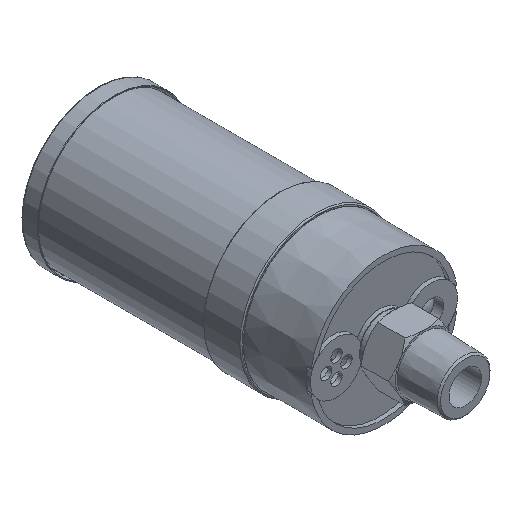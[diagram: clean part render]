
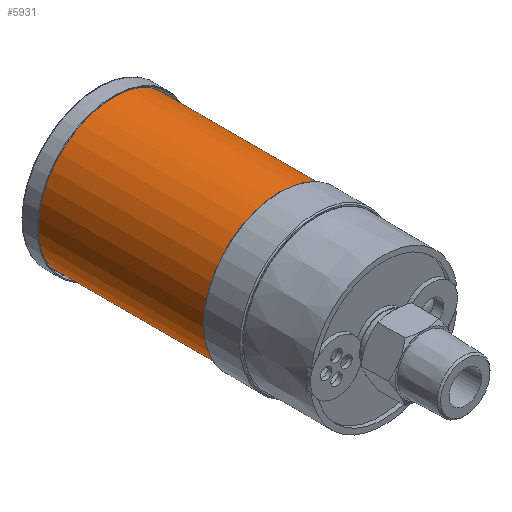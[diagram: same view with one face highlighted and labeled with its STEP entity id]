
A CAD part, isometric view. The second image highlights one B-rep face of the part: STEP entity #5931.
In plain terms, the highlighted cylindrical face has radius 45 mm (diameter 90 mm), a full revolution.
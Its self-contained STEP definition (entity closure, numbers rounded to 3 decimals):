
#254 = AXIS2_PLACEMENT_3D ( 'NONE', #1455, #6733, #10325 ) ;
#407 = CARTESIAN_POINT ( 'NONE',  ( -43.393, 199., -11.919 ) ) ;
#605 = DIRECTION ( 'NONE',  ( 0., -1., 0. ) ) ;
#960 = VERTEX_POINT ( 'NONE', #12282 ) ;
#1455 = CARTESIAN_POINT ( 'NONE',  ( 0., 79., 0. ) ) ;
#1585 = EDGE_LOOP ( 'NONE', ( #15936 ) ) ;
#2191 = DIRECTION ( 'NONE',  ( -0.964, 0., -0.265 ) ) ;
#3772 = FACE_OUTER_BOUND ( 'NONE', #1585, .T. ) ;
#4696 = CARTESIAN_POINT ( 'NONE',  ( 0., 199., 0. ) ) ;
#5091 = FACE_OUTER_BOUND ( 'NONE', #8315, .T. ) ;
#5758 = CARTESIAN_POINT ( 'NONE',  ( 0., 79., 0. ) ) ;
#5931 = ADVANCED_FACE ( 'NONE', ( #3772, #5091 ), #13296, .T. ) ;
#6733 = DIRECTION ( 'NONE',  ( 0., 1., 0. ) ) ;
#6801 = AXIS2_PLACEMENT_3D ( 'NONE', #4696, #12899, #2191 ) ;
#7506 = AXIS2_PLACEMENT_3D ( 'NONE', #5758, #605, #8553 ) ;
#8315 = EDGE_LOOP ( 'NONE', ( #8369 ) ) ;
#8369 = ORIENTED_EDGE ( 'NONE', *, *, #16844, .T. ) ;
#8553 = DIRECTION ( 'NONE',  ( -0.964, 0., -0.265 ) ) ;
#10325 = DIRECTION ( 'NONE',  ( 0.964, 0., 0.265 ) ) ;
#10974 = VERTEX_POINT ( 'NONE', #407 ) ;
#12282 = CARTESIAN_POINT ( 'NONE',  ( -43.393, 79., -11.919 ) ) ;
#12899 = DIRECTION ( 'NONE',  ( 0., -1., 0. ) ) ;
#13296 = CYLINDRICAL_SURFACE ( 'NONE', #254, 45. ) ;
#14432 = EDGE_CURVE ( 'NONE', #960, #960, #15098, .T. ) ;
#15098 = CIRCLE ( 'NONE', #7506, 45. ) ;
#15500 = CIRCLE ( 'NONE', #6801, 45. ) ;
#15936 = ORIENTED_EDGE ( 'NONE', *, *, #14432, .F. ) ;
#16844 = EDGE_CURVE ( 'NONE', #10974, #10974, #15500, .T. ) ;
